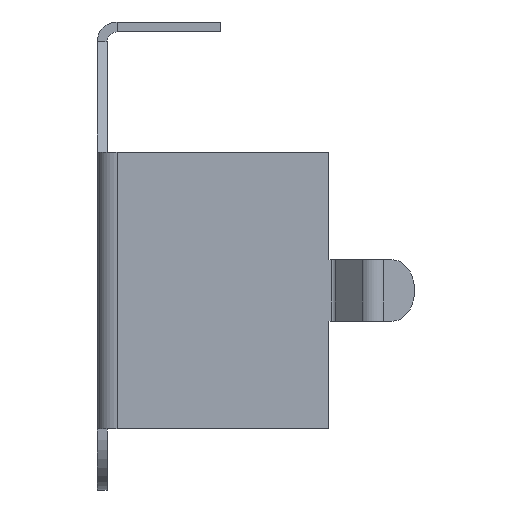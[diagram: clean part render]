
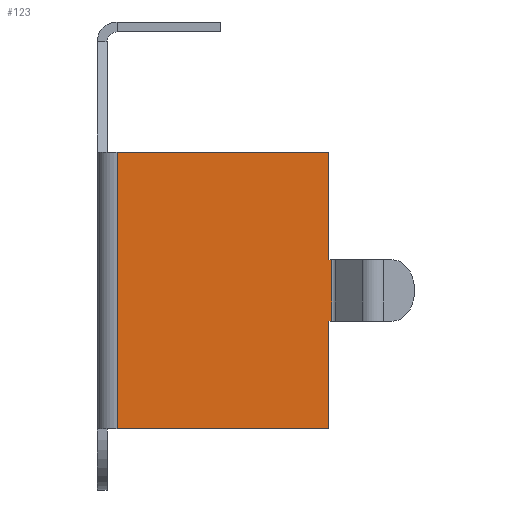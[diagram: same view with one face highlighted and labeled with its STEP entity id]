
A CAD part, left-side view. The second image highlights one B-rep face of the part: STEP entity #123.
In plain terms, the highlighted planar face has unit normal (-1, 0, 0).
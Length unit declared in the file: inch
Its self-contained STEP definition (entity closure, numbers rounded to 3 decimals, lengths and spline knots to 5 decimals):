
#64 = ORIENTED_EDGE ( 'NONE', *, *, #65, .F. ) ;
#65 = EDGE_CURVE ( 'NONE', #79, #69, #1348, .T. ) ;
#68 = VERTEX_POINT ( 'NONE', #1314 ) ;
#69 = VERTEX_POINT ( 'NONE', #1313 ) ;
#71 = ORIENTED_EDGE ( 'NONE', *, *, #145, .F. ) ;
#72 = VERTEX_POINT ( 'NONE', #1393 ) ;
#79 = VERTEX_POINT ( 'NONE', #1363 ) ;
#82 = EDGE_LOOP ( 'NONE', ( #89, #90, #91, #119, #117, #71, #64, #96 ) ) ;
#85 = EDGE_CURVE ( 'NONE', #1563, #1541, #1311, .T. ) ;
#88 = VERTEX_POINT ( 'NONE', #1320 ) ;
#89 = ORIENTED_EDGE ( 'NONE', *, *, #85, .F. ) ;
#90 = ORIENTED_EDGE ( 'NONE', *, *, #135, .F. ) ;
#91 = ORIENTED_EDGE ( 'NONE', *, *, #98, .F. ) ;
#95 = EDGE_CURVE ( 'NONE', #72, #88, #1465, .T. ) ;
#96 = ORIENTED_EDGE ( 'NONE', *, *, #110, .F. ) ;
#98 = EDGE_CURVE ( 'NONE', #88, #136, #1452, .T. ) ;
#110 = EDGE_CURVE ( 'NONE', #1541, #79, #1462, .T. ) ;
#117 = ORIENTED_EDGE ( 'NONE', *, *, #121, .F. ) ;
#119 = ORIENTED_EDGE ( 'NONE', *, *, #95, .F. ) ;
#121 = EDGE_CURVE ( 'NONE', #68, #72, #1440, .T. ) ;
#123 = ADVANCED_FACE ( 'NONE', ( #1434 ), #1433, .F. ) ;
#135 = EDGE_CURVE ( 'NONE', #136, #1563, #1479, .T. ) ;
#136 = VERTEX_POINT ( 'NONE', #1503 ) ;
#145 = EDGE_CURVE ( 'NONE', #69, #68, #1423, .T. ) ;
#1299 = DIRECTION ( 'NONE',  ( 0., 0., -1. ) ) ;
#1308 = DIRECTION ( 'NONE',  ( 0., 0., 1. ) ) ;
#1309 = VECTOR ( 'NONE', #1308, 39.37008 ) ;
#1310 = CARTESIAN_POINT ( 'NONE',  ( -0.26, -0.01, -0.112 ) ) ;
#1311 = LINE ( 'NONE', #1310, #1309 ) ;
#1313 = CARTESIAN_POINT ( 'NONE',  ( -0.26, -0.225, -0.2215 ) ) ;
#1314 = CARTESIAN_POINT ( 'NONE',  ( -0.26, -0.228, -0.2215 ) ) ;
#1320 = CARTESIAN_POINT ( 'NONE',  ( -0.26, -0.225, -0.2835 ) ) ;
#1323 = VECTOR ( 'NONE', #1299, 39.37008 ) ;
#1324 = CARTESIAN_POINT ( 'NONE',  ( -0.26, -0.225, -0.2215 ) ) ;
#1348 = LINE ( 'NONE', #1324, #1323 ) ;
#1363 = CARTESIAN_POINT ( 'NONE',  ( -0.26, -0.225, -0.112 ) ) ;
#1393 = CARTESIAN_POINT ( 'NONE',  ( -0.26, -0.228, -0.2835 ) ) ;
#1416 = CARTESIAN_POINT ( 'NONE',  ( -0.26, -0.225, -0.112 ) ) ;
#1417 = AXIS2_PLACEMENT_3D ( 'NONE', #1416, #1467, #1466 ) ;
#1420 = DIRECTION ( 'NONE',  ( 0., -1., 0. ) ) ;
#1421 = VECTOR ( 'NONE', #1420, 39.37008 ) ;
#1422 = CARTESIAN_POINT ( 'NONE',  ( -0.26, -0.228, -0.2215 ) ) ;
#1423 = LINE ( 'NONE', #1422, #1421 ) ;
#1431 = DIRECTION ( 'NONE',  ( 0., 0., -1. ) ) ;
#1433 = PLANE ( 'NONE',  #1417 ) ;
#1434 = FACE_OUTER_BOUND ( 'NONE', #82, .T. ) ;
#1437 = DIRECTION ( 'NONE',  ( 0., 0., -1. ) ) ;
#1438 = VECTOR ( 'NONE', #1437, 39.37008 ) ;
#1439 = CARTESIAN_POINT ( 'NONE',  ( -0.26, -0.228, -0.2835 ) ) ;
#1440 = LINE ( 'NONE', #1439, #1438 ) ;
#1452 = LINE ( 'NONE', #1491, #1495 ) ;
#1455 = VECTOR ( 'NONE', #1463, 39.37008 ) ;
#1456 = CARTESIAN_POINT ( 'NONE',  ( -0.26, -0.225, -0.112 ) ) ;
#1462 = LINE ( 'NONE', #1456, #1455 ) ;
#1463 = DIRECTION ( 'NONE',  ( 0., -1., 0. ) ) ;
#1464 = VECTOR ( 'NONE', #1472, 39.37008 ) ;
#1465 = LINE ( 'NONE', #1468, #1464 ) ;
#1466 = DIRECTION ( 'NONE',  ( 0., -1., 0. ) ) ;
#1467 = DIRECTION ( 'NONE',  ( 1., 0., 0. ) ) ;
#1468 = CARTESIAN_POINT ( 'NONE',  ( -0.26, -0.228, -0.2835 ) ) ;
#1472 = DIRECTION ( 'NONE',  ( 0., 1., 0. ) ) ;
#1477 = DIRECTION ( 'NONE',  ( 0., 1., 0. ) ) ;
#1478 = CARTESIAN_POINT ( 'NONE',  ( -0.26, 0., -0.393 ) ) ;
#1479 = LINE ( 'NONE', #1478, #1505 ) ;
#1491 = CARTESIAN_POINT ( 'NONE',  ( -0.26, -0.225, -0.2835 ) ) ;
#1495 = VECTOR ( 'NONE', #1431, 39.37008 ) ;
#1503 = CARTESIAN_POINT ( 'NONE',  ( -0.26, -0.225, -0.393 ) ) ;
#1505 = VECTOR ( 'NONE', #1477, 39.37008 ) ;
#1541 = VERTEX_POINT ( 'NONE', #3475 ) ;
#1563 = VERTEX_POINT ( 'NONE', #3458 ) ;
#3458 = CARTESIAN_POINT ( 'NONE',  ( -0.26, -0.01, -0.393 ) ) ;
#3475 = CARTESIAN_POINT ( 'NONE',  ( -0.26, -0.01, -0.112 ) ) ;
